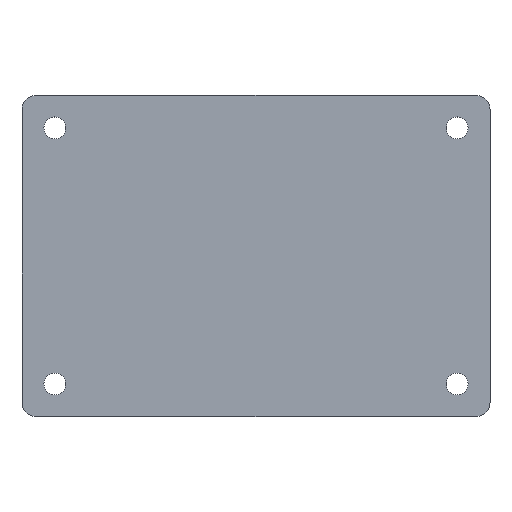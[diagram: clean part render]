
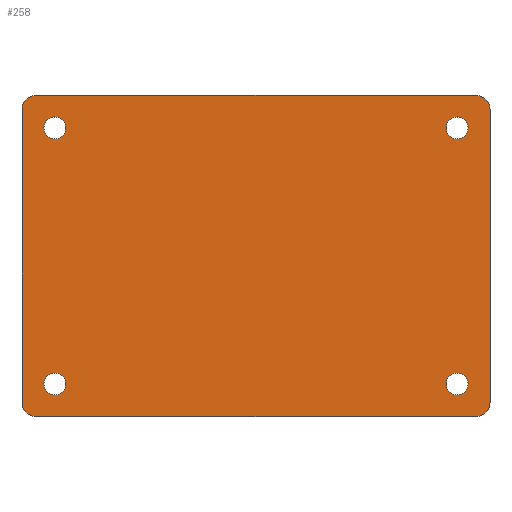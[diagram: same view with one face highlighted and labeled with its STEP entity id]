
A CAD part, top view. The second image highlights one B-rep face of the part: STEP entity #258.
In plain terms, the highlighted planar face has unit normal (0, 0, 1).
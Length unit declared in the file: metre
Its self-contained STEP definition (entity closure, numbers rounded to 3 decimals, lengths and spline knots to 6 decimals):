
#16=PLANE('',#301);
#22=LINE('',#396,#38);
#26=LINE('',#408,#42);
#30=LINE('',#420,#46);
#33=LINE('',#429,#49);
#38=VECTOR('',#317,1.);
#42=VECTOR('',#329,1.);
#46=VECTOR('',#341,1.);
#49=VECTOR('',#352,1.);
#90=ORIENTED_EDGE('',*,*,#142,.F.);
#91=ORIENTED_EDGE('',*,*,#140,.F.);
#92=ORIENTED_EDGE('',*,*,#138,.F.);
#93=ORIENTED_EDGE('',*,*,#116,.T.);
#94=ORIENTED_EDGE('',*,*,#120,.T.);
#95=ORIENTED_EDGE('',*,*,#123,.T.);
#96=ORIENTED_EDGE('',*,*,#126,.T.);
#97=ORIENTED_EDGE('',*,*,#129,.T.);
#98=ORIENTED_EDGE('',*,*,#132,.F.);
#99=ORIENTED_EDGE('',*,*,#135,.T.);
#100=ORIENTED_EDGE('',*,*,#137,.F.);
#101=ORIENTED_EDGE('',*,*,#144,.T.);
#116=EDGE_CURVE('',#149,#148,#171,.T.);
#120=EDGE_CURVE('',#148,#151,#22,.T.);
#123=EDGE_CURVE('',#151,#153,#173,.T.);
#126=EDGE_CURVE('',#153,#155,#26,.T.);
#129=EDGE_CURVE('',#155,#157,#175,.T.);
#132=EDGE_CURVE('',#159,#157,#30,.T.);
#135=EDGE_CURVE('',#159,#161,#177,.T.);
#137=EDGE_CURVE('',#149,#161,#33,.T.);
#138=EDGE_CURVE('',#162,#162,#178,.T.);
#140=EDGE_CURVE('',#164,#164,#180,.T.);
#142=EDGE_CURVE('',#166,#166,#182,.T.);
#144=EDGE_CURVE('',#168,#168,#184,.T.);
#148=VERTEX_POINT('',#387);
#149=VERTEX_POINT('',#389);
#151=VERTEX_POINT('',#395);
#153=VERTEX_POINT('',#401);
#155=VERTEX_POINT('',#407);
#157=VERTEX_POINT('',#413);
#159=VERTEX_POINT('',#419);
#161=VERTEX_POINT('',#425);
#162=VERTEX_POINT('',#432);
#164=VERTEX_POINT('',#437);
#166=VERTEX_POINT('',#442);
#168=VERTEX_POINT('',#447);
#171=CIRCLE('',#275,0.002);
#173=CIRCLE('',#279,0.002);
#175=CIRCLE('',#283,0.002);
#177=CIRCLE('',#287,0.002);
#178=CIRCLE('',#290,0.0015);
#180=CIRCLE('',#293,0.0015);
#182=CIRCLE('',#296,0.0015);
#184=CIRCLE('',#299,0.0015);
#202=EDGE_LOOP('',(#90));
#203=EDGE_LOOP('',(#91));
#204=EDGE_LOOP('',(#92));
#205=EDGE_LOOP('',(#93,#94,#95,#96,#97,#98,#99,#100));
#206=EDGE_LOOP('',(#101));
#228=FACE_BOUND('',#202,.T.);
#229=FACE_BOUND('',#203,.T.);
#230=FACE_BOUND('',#204,.T.);
#231=FACE_BOUND('',#205,.T.);
#232=FACE_BOUND('',#206,.T.);
#258=ADVANCED_FACE('',(#228,#229,#230,#231,#232),#16,.T.);
#275=AXIS2_PLACEMENT_3D('',#388,#310,#311);
#279=AXIS2_PLACEMENT_3D('',#402,#323,#324);
#283=AXIS2_PLACEMENT_3D('',#414,#335,#336);
#287=AXIS2_PLACEMENT_3D('',#426,#347,#348);
#290=AXIS2_PLACEMENT_3D('',#431,#355,#356);
#293=AXIS2_PLACEMENT_3D('',#436,#361,#362);
#296=AXIS2_PLACEMENT_3D('',#441,#367,#368);
#299=AXIS2_PLACEMENT_3D('',#446,#373,#374);
#301=AXIS2_PLACEMENT_3D('',#450,#377,#378);
#310=DIRECTION('',(0.,0.,1.));
#311=DIRECTION('',(1.,0.,0.));
#317=DIRECTION('',(-1.,0.,0.));
#323=DIRECTION('',(0.,0.,1.));
#324=DIRECTION('',(1.,0.,0.));
#329=DIRECTION('',(0.,-1.,0.));
#335=DIRECTION('',(0.,0.,1.));
#336=DIRECTION('',(1.,0.,0.));
#341=DIRECTION('',(-1.,0.,0.));
#347=DIRECTION('',(0.,0.,1.));
#348=DIRECTION('',(1.,0.,0.));
#352=DIRECTION('',(0.,-1.,0.));
#355=DIRECTION('',(0.,0.,1.));
#356=DIRECTION('',(1.,0.,0.));
#361=DIRECTION('',(0.,0.,1.));
#362=DIRECTION('',(1.,0.,0.));
#367=DIRECTION('',(0.,0.,1.));
#368=DIRECTION('',(1.,0.,0.));
#373=DIRECTION('',(0.,0.,-1.));
#374=DIRECTION('',(1.,0.,0.));
#377=DIRECTION('',(0.,0.,1.));
#378=DIRECTION('',(1.,0.,0.));
#387=CARTESIAN_POINT('',(0.029987,0.021987,0.0206));
#388=CARTESIAN_POINT('',(0.029987,0.019987,0.0206));
#389=CARTESIAN_POINT('',(0.031987,0.019987,0.0206));
#395=CARTESIAN_POINT('',(-0.029987,0.021987,0.0206));
#396=CARTESIAN_POINT('',(0.,0.021987,0.0206));
#401=CARTESIAN_POINT('',(-0.031987,0.019987,0.0206));
#402=CARTESIAN_POINT('',(-0.029987,0.019987,0.0206));
#407=CARTESIAN_POINT('',(-0.031987,-0.019987,0.0206));
#408=CARTESIAN_POINT('',(-0.031987,0.,0.0206));
#413=CARTESIAN_POINT('',(-0.029987,-0.021987,0.0206));
#414=CARTESIAN_POINT('',(-0.029987,-0.019987,0.0206));
#419=CARTESIAN_POINT('',(0.029987,-0.021987,0.0206));
#420=CARTESIAN_POINT('',(0.,-0.021987,0.0206));
#425=CARTESIAN_POINT('',(0.031987,-0.019987,0.0206));
#426=CARTESIAN_POINT('',(0.029987,-0.019987,0.0206));
#429=CARTESIAN_POINT('',(0.031987,0.,0.0206));
#431=CARTESIAN_POINT('',(0.0275,0.0175,0.0206));
#432=CARTESIAN_POINT('',(0.029,0.0175,0.0206));
#436=CARTESIAN_POINT('',(-0.0275,-0.0175,0.0206));
#437=CARTESIAN_POINT('',(-0.026,-0.0175,0.0206));
#441=CARTESIAN_POINT('',(0.0275,-0.0175,0.0206));
#442=CARTESIAN_POINT('',(0.029,-0.0175,0.0206));
#446=CARTESIAN_POINT('',(-0.0275,0.0175,0.0206));
#447=CARTESIAN_POINT('',(-0.026,0.0175,0.0206));
#450=CARTESIAN_POINT('',(0.,0.,0.0206));
